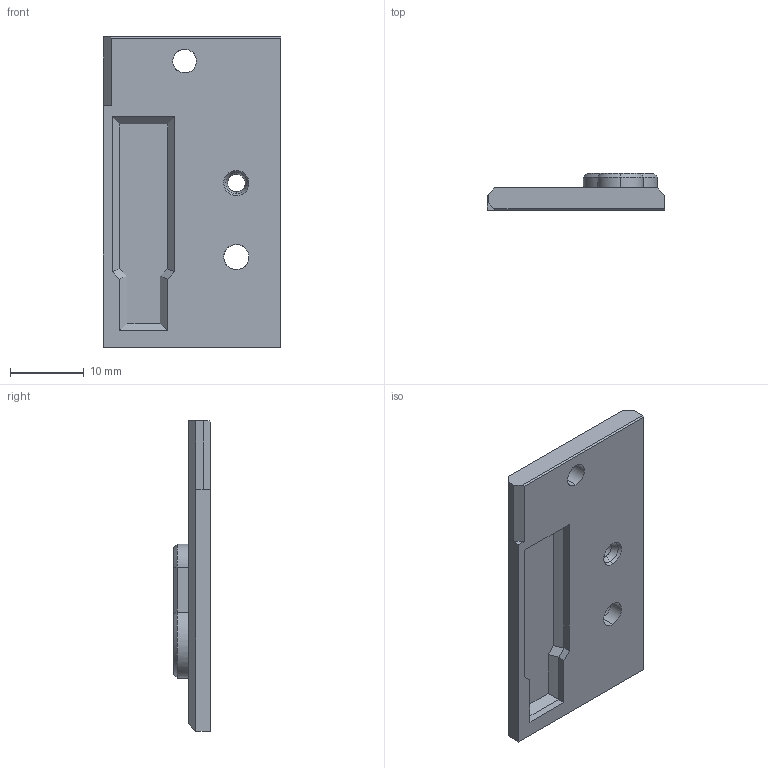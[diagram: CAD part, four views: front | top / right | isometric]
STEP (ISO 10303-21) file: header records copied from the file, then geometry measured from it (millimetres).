
FILE_DESCRIPTION (( 'STEP AP203' ), '1' );
FILE_NAME ('Extruder Sensor Cover.STEP', '2020-08-07T05:34:53', ( '' ), ( '' ), 'SwSTEP 2.0', 'SolidWorks 2018', '' );
FILE_SCHEMA (( 'CONFIG_CONTROL_DESIGN' ));
Length unit declared in the file: millimetre
Products named in the file (1): Extruder Sensor Cover
Bounding box: 24 x 5 x 42 mm (x, y, z)
Volume: 2630.9 mm3; surface area: 2620.1 mm2
Topology: 1 solids, 1 shells, 57 faces, 136 edges, 83 vertices
Faces by surface type: plane 37, cylinder 11, cone 7, torus 2
Entity records: 2217 total; most frequent: CARTESIAN_POINT 1057, ORIENTED_EDGE 272, EDGE_CURVE 136, DIRECTION 134, B_SPLINE_CURVE_WITH_KNOTS 120, VERTEX_POINT 83, EDGE_LOOP 65, AXIS2_PLACEMENT_3D 60
